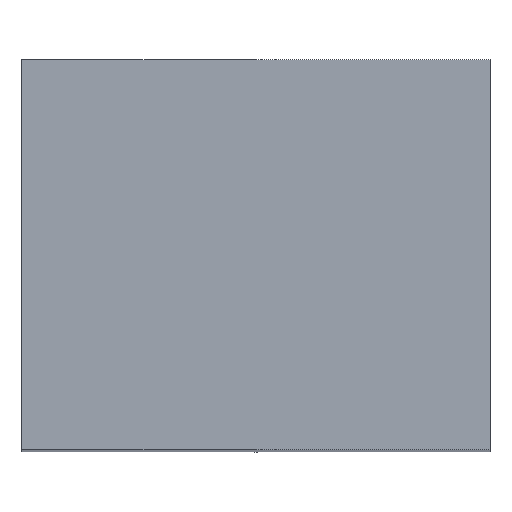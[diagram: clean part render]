
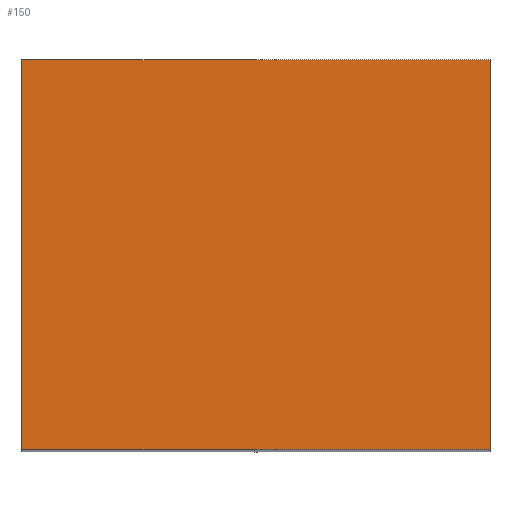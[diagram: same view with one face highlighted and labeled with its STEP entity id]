
A CAD part, top view. The second image highlights one B-rep face of the part: STEP entity #150.
In plain terms, the highlighted planar face has unit normal (0, 0, 1).
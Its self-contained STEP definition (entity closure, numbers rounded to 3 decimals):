
#19=PLANE('',#177);
#28=FACE_OUTER_BOUND('',#37,.T.);
#37=EDGE_LOOP('',(#126,#127,#128,#129));
#50=LINE('',#253,#65);
#51=LINE('',#256,#66);
#52=LINE('',#258,#67);
#53=LINE('',#259,#68);
#65=VECTOR('',#210,10.);
#66=VECTOR('',#213,10.);
#67=VECTOR('',#214,10.);
#68=VECTOR('',#215,10.);
#83=VERTEX_POINT('',#249);
#84=VERTEX_POINT('',#251);
#85=VERTEX_POINT('',#255);
#86=VERTEX_POINT('',#257);
#100=EDGE_CURVE('',#83,#84,#50,.T.);
#101=EDGE_CURVE('',#83,#85,#51,.T.);
#102=EDGE_CURVE('',#86,#84,#52,.T.);
#103=EDGE_CURVE('',#85,#86,#53,.T.);
#126=ORIENTED_EDGE('',*,*,#101,.F.);
#127=ORIENTED_EDGE('',*,*,#100,.T.);
#128=ORIENTED_EDGE('',*,*,#102,.F.);
#129=ORIENTED_EDGE('',*,*,#103,.F.);
#150=ADVANCED_FACE('',(#28),#19,.T.);
#177=AXIS2_PLACEMENT_3D('',#254,#211,#212);
#210=DIRECTION('',(0.,1.,0.));
#211=DIRECTION('center_axis',(0.,0.,1.));
#212=DIRECTION('ref_axis',(1.,0.,0.));
#213=DIRECTION('',(-1.,0.,0.));
#214=DIRECTION('',(1.,0.,0.));
#215=DIRECTION('',(0.,1.,0.));
#249=CARTESIAN_POINT('',(3.,0.,7.25));
#251=CARTESIAN_POINT('',(3.,5.,7.25));
#253=CARTESIAN_POINT('',(3.,0.,7.25));
#254=CARTESIAN_POINT('Origin',(-3.,0.,7.25));
#255=CARTESIAN_POINT('',(-3.,0.,7.25));
#256=CARTESIAN_POINT('',(3.,0.,7.25));
#257=CARTESIAN_POINT('',(-3.,5.,7.25));
#258=CARTESIAN_POINT('',(3.,5.,7.25));
#259=CARTESIAN_POINT('',(-3.,0.,7.25));
